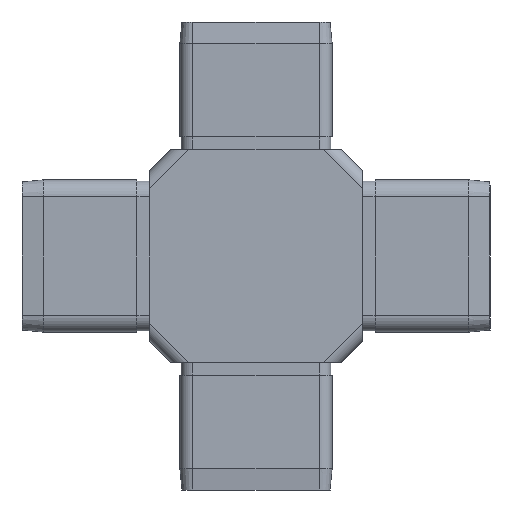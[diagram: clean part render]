
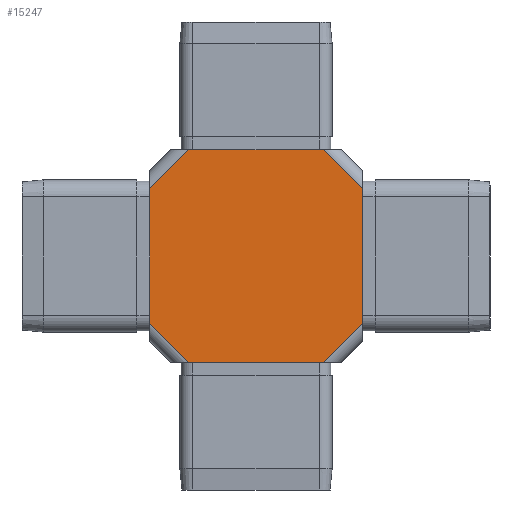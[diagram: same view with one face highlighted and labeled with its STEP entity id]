
A CAD part, left-side view. The second image highlights one B-rep face of the part: STEP entity #15247.
In plain terms, the highlighted planar face has unit normal (-1, 0, 0).
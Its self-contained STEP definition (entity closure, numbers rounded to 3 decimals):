
#1407 = CARTESIAN_POINT ( 'NONE',  ( -20., 25., 25. ) ) ;
#1972 = CARTESIAN_POINT ( 'NONE',  ( -20., -25., 25. ) ) ;
#2321 = CARTESIAN_POINT ( 'NONE',  ( -20., 25., 25. ) ) ;
#3441 = CARTESIAN_POINT ( 'NONE',  ( -20., -22.879, -17.879 ) ) ;
#4111 = CARTESIAN_POINT ( 'NONE',  ( -20., 15.757, 25. ) ) ;
#4439 = ORIENTED_EDGE ( 'NONE', *, *, #17372, .T. ) ;
#4830 = LINE ( 'NONE', #3441, #30442 ) ;
#5005 = CARTESIAN_POINT ( 'NONE',  ( -20., 17.879, -22.879 ) ) ;
#5426 = VECTOR ( 'NONE', #7846, 1000. ) ;
#6154 = LINE ( 'NONE', #16164, #11792 ) ;
#7318 = DIRECTION ( 'NONE',  ( 0., -1., 0. ) ) ;
#7794 = EDGE_CURVE ( 'NONE', #18429, #28719, #17526, .T. ) ;
#7846 = DIRECTION ( 'NONE',  ( 0., 0.707, 0.707 ) ) ;
#7928 = DIRECTION ( 'NONE',  ( 0., -0.707, 0.707 ) ) ;
#8293 = EDGE_CURVE ( 'NONE', #11030, #13184, #8447, .T. ) ;
#8447 = LINE ( 'NONE', #22269, #5426 ) ;
#8601 = EDGE_CURVE ( 'NONE', #11030, #12496, #20128, .T. ) ;
#8790 = ORIENTED_EDGE ( 'NONE', *, *, #17849, .T. ) ;
#9124 = VECTOR ( 'NONE', #7318, 1000. ) ;
#9385 = DIRECTION ( 'NONE',  ( 0., 0., -1. ) ) ;
#9617 = ORIENTED_EDGE ( 'NONE', *, *, #31045, .T. ) ;
#9985 = EDGE_CURVE ( 'NONE', #18429, #13184, #10623, .T. ) ;
#10623 = LINE ( 'NONE', #2321, #9124 ) ;
#11030 = VERTEX_POINT ( 'NONE', #16548 ) ;
#11385 = ORIENTED_EDGE ( 'NONE', *, *, #15963, .T. ) ;
#11792 = VECTOR ( 'NONE', #18375, 1000. ) ;
#12496 = VERTEX_POINT ( 'NONE', #28137 ) ;
#12727 = VERTEX_POINT ( 'NONE', #24417 ) ;
#12989 = VECTOR ( 'NONE', #13496, 1000. ) ;
#13184 = VERTEX_POINT ( 'NONE', #21053 ) ;
#13187 = LINE ( 'NONE', #5005, #14301 ) ;
#13496 = DIRECTION ( 'NONE',  ( 0., 0.707, -0.707 ) ) ;
#13994 = ORIENTED_EDGE ( 'NONE', *, *, #8601, .F. ) ;
#14301 = VECTOR ( 'NONE', #14686, 1000. ) ;
#14686 = DIRECTION ( 'NONE',  ( 0., -0.707, -0.707 ) ) ;
#15247 = ADVANCED_FACE ( 'NONE', ( #25390 ), #20732, .F. ) ;
#15963 = EDGE_CURVE ( 'NONE', #12727, #12496, #4830, .T. ) ;
#16164 = CARTESIAN_POINT ( 'NONE',  ( -20., 25., -25. ) ) ;
#16548 = CARTESIAN_POINT ( 'NONE',  ( -20., -25., 15.757 ) ) ;
#16607 = CARTESIAN_POINT ( 'NONE',  ( -20., 25., -15.757 ) ) ;
#16739 = ORIENTED_EDGE ( 'NONE', *, *, #8293, .T. ) ;
#17372 = EDGE_CURVE ( 'NONE', #25626, #25084, #13187, .T. ) ;
#17526 = LINE ( 'NONE', #25695, #12989 ) ;
#17849 = EDGE_CURVE ( 'NONE', #28719, #25626, #18846, .T. ) ;
#18090 = AXIS2_PLACEMENT_3D ( 'NONE', #1407, #18104, #30491 ) ;
#18104 = DIRECTION ( 'NONE',  ( 1., 0., 0. ) ) ;
#18311 = ORIENTED_EDGE ( 'NONE', *, *, #9985, .F. ) ;
#18375 = DIRECTION ( 'NONE',  ( 0., -1., 0. ) ) ;
#18429 = VERTEX_POINT ( 'NONE', #4111 ) ;
#18445 = CARTESIAN_POINT ( 'NONE',  ( -20., 15.757, -25. ) ) ;
#18846 = LINE ( 'NONE', #19092, #29747 ) ;
#19092 = CARTESIAN_POINT ( 'NONE',  ( -20., 25., 25. ) ) ;
#20128 = LINE ( 'NONE', #1972, #26885 ) ;
#20732 = PLANE ( 'NONE',  #18090 ) ;
#21053 = CARTESIAN_POINT ( 'NONE',  ( -20., -15.757, 25. ) ) ;
#21307 = DIRECTION ( 'NONE',  ( 0., 0., -1. ) ) ;
#22269 = CARTESIAN_POINT ( 'NONE',  ( -20., -17.879, 22.879 ) ) ;
#23082 = ORIENTED_EDGE ( 'NONE', *, *, #7794, .T. ) ;
#24417 = CARTESIAN_POINT ( 'NONE',  ( -20., -15.757, -25. ) ) ;
#25084 = VERTEX_POINT ( 'NONE', #18445 ) ;
#25390 = FACE_OUTER_BOUND ( 'NONE', #25745, .T. ) ;
#25626 = VERTEX_POINT ( 'NONE', #16607 ) ;
#25695 = CARTESIAN_POINT ( 'NONE',  ( -20., 22.879, 17.879 ) ) ;
#25745 = EDGE_LOOP ( 'NONE', ( #8790, #4439, #9617, #11385, #13994, #16739, #18311, #23082 ) ) ;
#26885 = VECTOR ( 'NONE', #9385, 1000. ) ;
#28137 = CARTESIAN_POINT ( 'NONE',  ( -20., -25., -15.757 ) ) ;
#28719 = VERTEX_POINT ( 'NONE', #29064 ) ;
#29064 = CARTESIAN_POINT ( 'NONE',  ( -20., 25., 15.757 ) ) ;
#29747 = VECTOR ( 'NONE', #21307, 1000. ) ;
#30442 = VECTOR ( 'NONE', #7928, 1000. ) ;
#30491 = DIRECTION ( 'NONE',  ( 0., 1., 0. ) ) ;
#31045 = EDGE_CURVE ( 'NONE', #25084, #12727, #6154, .T. ) ;
